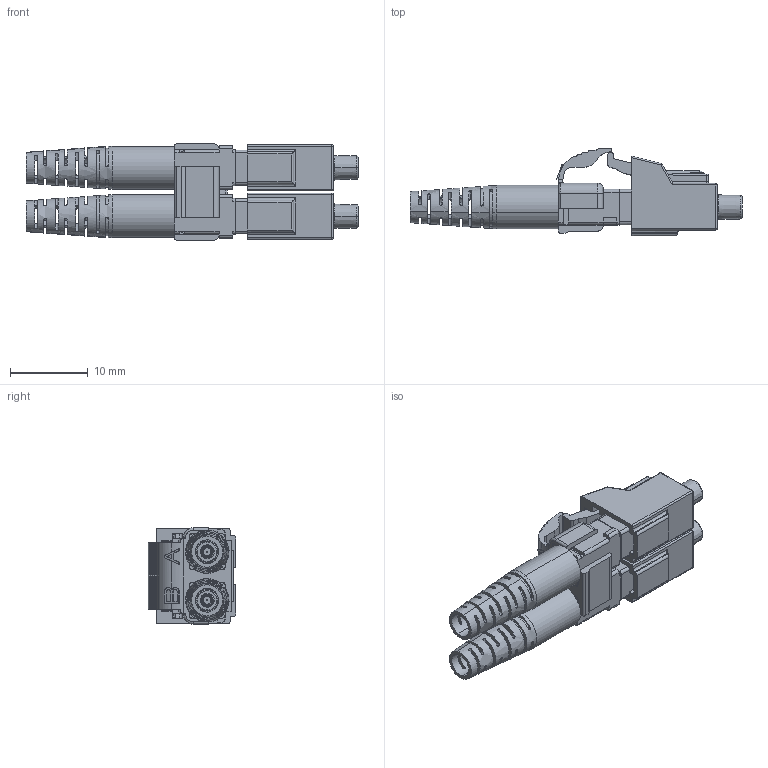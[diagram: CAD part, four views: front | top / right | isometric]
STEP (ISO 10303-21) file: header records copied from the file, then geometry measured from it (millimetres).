
FILE_DESCRIPTION (( 'STEP AP214' ), '1' );
FILE_NAME ('FOC-LCSM0209-0S00_3D.STEP', '2021-04-26T18:43:49', ( '' ), ( '' ), 'SwSTEP 2.0', 'SolidWorks 2020', '' );
FILE_SCHEMA (( 'AUTOMOTIVE_DESIGN' ));
Length unit declared in the file: millimetre
Products named in the file (11): FOC-0930-1-FOP-0570 LC Eyelet 3.0; FOC-0930-1-FOM-0522 LC Spring PC; FOC-LCSM0209-0S00_3D; FOC-0930-1-FOP-0447 LC Duplex Clip; FOC-0930-1-FOM-0490-1 LC Connector Extender Cap OTW DX; FOC-0930-1-FOM-0797 LCPK-0004 LC Square Dust Cap; STC-0482-STM-0281 Short boot with 3.05mm ID; FOC-0930-1-FOP-0481 LC 3.0MM Crimp Sleeve; FOC-0930-1-FOP-0957 LC Ferrule with Flange; FOC-0930-1-FOM-0686 LC Housing; FOC-0930-1-FOC-0859 LC Clear tube
Assembly tree (19 placements, depth 2):
  FOC-LCSM0209-0S00_3D
    FOC-0930-1-FOM-0686 LC Housing  x2
    FOC-0930-1-FOP-0957 LC Ferrule with Flange  x2
    FOC-0930-1-FOC-0859 LC Clear tube  x2
    FOC-0930-1-FOM-0522 LC Spring PC  x2
    FOC-0930-1-FOM-0490-1 LC Connector Extender Cap OTW DX  x2
    FOC-0930-1-FOP-0570 LC Eyelet 3.0  x2
    FOC-0930-1-FOP-0481 LC 3.0MM Crimp Sleeve  x2
    STC-0482-STM-0281 Short boot with 3.05mm ID  x2
    FOC-0930-1-FOP-0447 LC Duplex Clip
    FOC-0930-1-FOM-0797 LCPK-0004 LC Square Dust Cap  x2
Bounding box: 42.71 x 11.29 x 12.4 mm (x, y, z)
Volume: 1917.1 mm3; surface area: 6472.7 mm2
Topology: 21 solids, 21 shells, 1179 faces, 3112 edges, 1970 vertices
Faces by surface type: plane 549, cylinder 434, cone 92, bspline 79, torus 15, sphere 10
Entity records: 25489 total; most frequent: CARTESIAN_POINT 8783, ORIENTED_EDGE 3444, DIRECTION 3292, EDGE_CURVE 1722, AXIS2_PLACEMENT_3D 1155, VERTEX_POINT 1101, VECTOR 982, LINE 982
